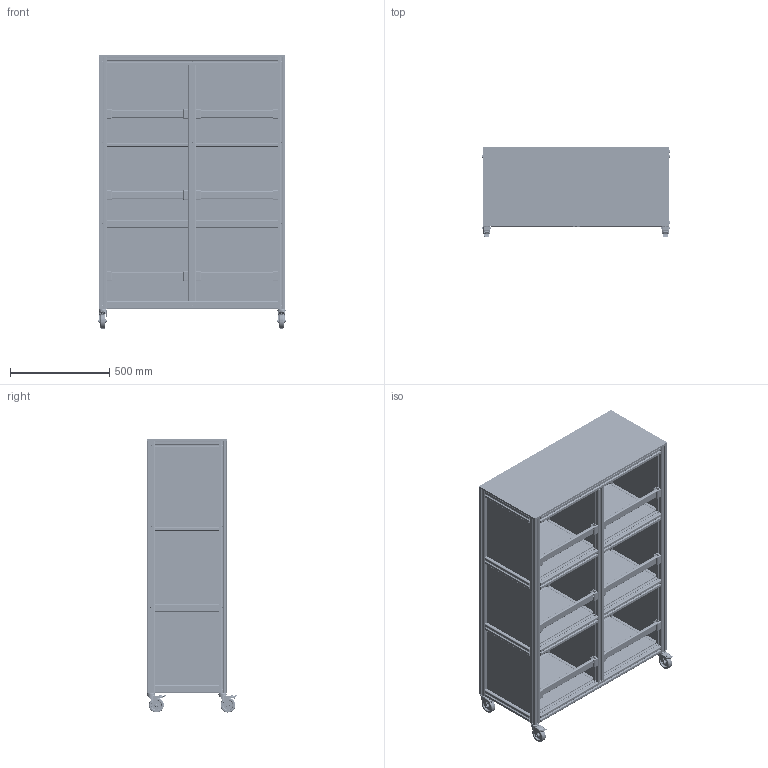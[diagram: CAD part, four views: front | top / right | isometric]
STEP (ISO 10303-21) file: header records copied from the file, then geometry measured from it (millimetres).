
FILE_DESCRIPTION(('STEP AP214'),'1');
FILE_NAME('re.stp','2025-04-07T12:12:15',(' '),(' '),'Spatial InterOp 3D',' ',' ');
FILE_SCHEMA(('AUTOMOTIVE_DESIGN { 1 0 10303 214 1 1 1 1 }'));
Length unit declared in the file: millimetre
Products named in the file (105): Kit de fixation; Vis FHC - M6x20; Écrou 8 St M6; Meuble étagère; Embout 8 40x16 gris; Elément d'accrochage 8 40x16; Profilé 8 40x16; Roulette pivotante D75, à blocage; roue pour roulette; corps; ecrou; axe; Kit roulette pivotante D75 à blocage - vis seule; Vis FHC - M8x25; PanneauCompletEnRainure; Profil U; Stratifié compact 4mm, blanc; PanneauCompletEnApplique; Stratifié compact 10mm, blanc; Fixation hors standard 8-40; Vis BHC - M8x18; Rondelle M 8; Profilé 8 40x40 léger
Assembly tree (240 placements, depth 4):
  Meuble étagère
    Kit de fixation  x12
      Vis FHC - M6x20
      Écrou 8 St M6
    Embout 8 40x16 gris  x12
    Profilé 8 40x16  x6
    Kit roulette pivotante D75 à blocage - vis seule
      Roulette pivotante D75, à blocage
        roue pour roulette
        corps
        ecrou
        axe
      Kit roulette pivotante D75 à blocage - vis seule
        Vis FHC - M8x25
    Kit roulette pivotante D75 à blocage - vis seule
      Roulette pivotante D75, à blocage
        roue pour roulette
        corps
        ecrou
        axe
      Kit roulette pivotante D75 à blocage - vis seule
        Vis FHC - M8x25
    Kit roulette pivotante D75 à blocage - vis seule
      Roulette pivotante D75, à blocage
        roue pour roulette
        corps
        ecrou
        axe
      Kit roulette pivotante D75 à blocage - vis seule
        Vis FHC - M8x25
    Kit roulette pivotante D75 à blocage - vis seule
      Roulette pivotante D75, à blocage
        roue pour roulette
        corps
        ecrou
        axe
      Kit roulette pivotante D75 à blocage - vis seule
        Vis FHC - M8x25
    PanneauCompletEnRainure
      Profil U  x2
      Profil U  x2
      Stratifié compact 4mm, blanc
    PanneauCompletEnRainure
      Profil U  x2
      Profil U  x2
      Stratifié compact 4mm, blanc
    PanneauCompletEnRainure
      Profil U  x2
      Profil U  x2
      Stratifié compact 4mm, blanc
    PanneauCompletEnRainure
      Profil U  x2
      Profil U  x2
      Stratifié compact 4mm, blanc
    PanneauCompletEnRainure
      Profil U  x2
      Profil U  x2
      Stratifié compact 4mm, blanc
    PanneauCompletEnRainure
      Profil U  x2
Bounding box: 944.5 x 455.22 x 1374.77 mm (x, y, z)
Volume: 34287509.1 mm3; surface area: 17336913.4 mm2
Topology: 282 solids, 302 shells, 13494 faces, 36862 edges, 24177 vertices
Faces by surface type: plane 7122, cylinder 4504, extrusion 744, cone 550, bspline 324, torus 104, revolution 96, sphere 50
Full cylindrical faces by diameter (mm): 4 x12, 4.98 x12, 5 x16, 5.1 x24, 6 x40, 6.5 x12, 6.78 x50, 6.8 x108, 7 x90, 8 x108, 8.1 x4, 8.4 x50, 10 x4, 11 x4, 11.34 x12, 15.24 x4, 16 x50, 16.1 x8, 17.45 x4, 34 x4, 38 x4, 43 x4, 52 x8, 75 x4
Entity records: 293455 total; most frequent: CARTESIAN_POINT 50724, ORIENTED_EDGE 34315, DIRECTION 34192, EDGE_CURVE 17161, AXIS2_PLACEMENT_3D 11659, VERTEX_POINT 11547, VECTOR 10850, LINE 10788
